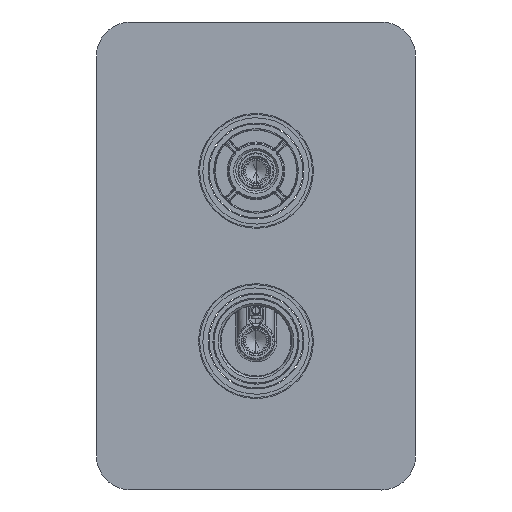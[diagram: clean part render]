
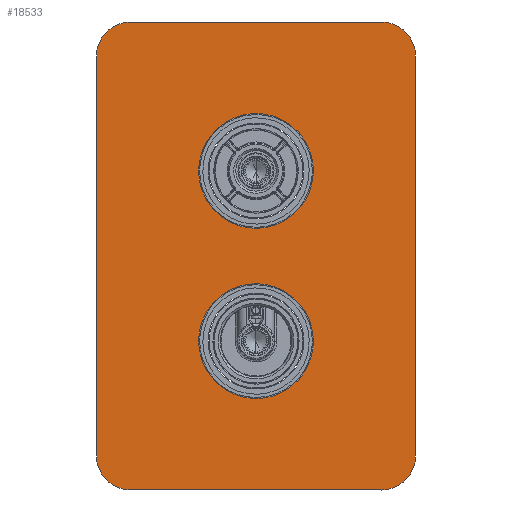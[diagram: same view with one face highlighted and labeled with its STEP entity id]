
A CAD part, front view. The second image highlights one B-rep face of the part: STEP entity #18533.
In plain terms, the highlighted planar face has unit normal (0, -1, 0).
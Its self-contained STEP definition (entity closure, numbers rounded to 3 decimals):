
#17326=CARTESIAN_POINT('Vertex',(-23.695,75.,-12.944)) ;
#17331=CARTESIAN_POINT('Axis2P3D Location',(0.,75.,0.)) ;
#17335=CARTESIAN_POINT('Vertex',(23.695,75.,12.944)) ;
#17474=CARTESIAN_POINT('Axis2P3D Location',(0.,75.,0.)) ;
#17501=CARTESIAN_POINT('Vertex',(-75.,75.,-54.)) ;
#17504=CARTESIAN_POINT('Line Origine',(-75.,75.,40.)) ;
#17508=CARTESIAN_POINT('Vertex',(-75.,75.,134.)) ;
#17533=CARTESIAN_POINT('Vertex',(-59.,75.,150.)) ;
#17536=CARTESIAN_POINT('Line Origine',(0.,75.,150.)) ;
#17540=CARTESIAN_POINT('Vertex',(59.,75.,150.)) ;
#17565=CARTESIAN_POINT('Vertex',(75.,75.,-54.)) ;
#17572=CARTESIAN_POINT('Vertex',(75.,75.,134.)) ;
#17575=CARTESIAN_POINT('Line Origine',(75.,75.,40.)) ;
#17597=CARTESIAN_POINT('Vertex',(-59.,75.,-70.)) ;
#17604=CARTESIAN_POINT('Vertex',(59.,75.,-70.)) ;
#17607=CARTESIAN_POINT('Line Origine',(0.,75.,-70.)) ;
#17625=CARTESIAN_POINT('Axis2P3D Location',(-59.,75.,-54.)) ;
#17643=CARTESIAN_POINT('Axis2P3D Location',(59.,75.,-54.)) ;
#17661=CARTESIAN_POINT('Axis2P3D Location',(59.,75.,134.)) ;
#17679=CARTESIAN_POINT('Axis2P3D Location',(-59.,75.,134.)) ;
#17710=CARTESIAN_POINT('Vertex',(23.695,75.,67.056)) ;
#17713=CARTESIAN_POINT('Axis2P3D Location',(0.,75.,80.)) ;
#17717=CARTESIAN_POINT('Vertex',(-23.695,75.,92.944)) ;
#17738=CARTESIAN_POINT('Axis2P3D Location',(0.,75.,80.)) ;
#18492=CARTESIAN_POINT('Axis2P3D Location',(0.,75.,40.)) ;
#17506=VECTOR('Line Direction',#17505,1.) ;
#17538=VECTOR('Line Direction',#17537,1.) ;
#17577=VECTOR('Line Direction',#17576,1.) ;
#17609=VECTOR('Line Direction',#17608,1.) ;
#17332=DIRECTION('Axis2P3D Direction',(0.,-1.,0.)) ;
#17475=DIRECTION('Axis2P3D Direction',(0.,-1.,0.)) ;
#17505=DIRECTION('Vector Direction',(0.,0.,-1.)) ;
#17537=DIRECTION('Vector Direction',(-1.,0.,0.)) ;
#17576=DIRECTION('Vector Direction',(0.,0.,1.)) ;
#17608=DIRECTION('Vector Direction',(1.,0.,0.)) ;
#17626=DIRECTION('Axis2P3D Direction',(0.,1.,-0.)) ;
#17644=DIRECTION('Axis2P3D Direction',(0.,1.,0.)) ;
#17662=DIRECTION('Axis2P3D Direction',(0.,1.,0.)) ;
#17680=DIRECTION('Axis2P3D Direction',(-0.,1.,0.)) ;
#17714=DIRECTION('Axis2P3D Direction',(0.,1.,0.)) ;
#17739=DIRECTION('Axis2P3D Direction',(0.,1.,0.)) ;
#18493=DIRECTION('Axis2P3D Direction',(0.,1.,-0.)) ;
#18494=DIRECTION('Axis2P3D XDirection',(-1.,0.,0.)) ;
#17333=AXIS2_PLACEMENT_3D('Circle Axis2P3D',#17331,#17332,$) ;
#17476=AXIS2_PLACEMENT_3D('Circle Axis2P3D',#17474,#17475,$) ;
#17627=AXIS2_PLACEMENT_3D('Circle Axis2P3D',#17625,#17626,$) ;
#17645=AXIS2_PLACEMENT_3D('Circle Axis2P3D',#17643,#17644,$) ;
#17663=AXIS2_PLACEMENT_3D('Circle Axis2P3D',#17661,#17662,$) ;
#17681=AXIS2_PLACEMENT_3D('Circle Axis2P3D',#17679,#17680,$) ;
#17715=AXIS2_PLACEMENT_3D('Circle Axis2P3D',#17713,#17714,$) ;
#17740=AXIS2_PLACEMENT_3D('Circle Axis2P3D',#17738,#17739,$) ;
#18495=AXIS2_PLACEMENT_3D('Plane Axis2P3D',#18492,#18493,#18494) ;
#17507=LINE('Line',#17504,#17506) ;
#17539=LINE('Line',#17536,#17538) ;
#17578=LINE('Line',#17575,#17577) ;
#17610=LINE('Line',#17607,#17609) ;
#17334=CIRCLE('generated circle',#17333,27.) ;
#17477=CIRCLE('generated circle',#17476,27.) ;
#17628=CIRCLE('generated circle',#17627,16.) ;
#17646=CIRCLE('generated circle',#17645,16.) ;
#17664=CIRCLE('generated circle',#17663,16.) ;
#17682=CIRCLE('generated circle',#17681,16.) ;
#17716=CIRCLE('generated circle',#17715,27.) ;
#17741=CIRCLE('generated circle',#17740,27.) ;
#18496=PLANE('',#18495) ;
#18528=FACE_BOUND('',#18525,.T.) ;
#18532=FACE_BOUND('',#18529,.T.) ;
#17337=EDGE_CURVE('',#17336,#17327,#17334,.F.) ;
#17478=EDGE_CURVE('',#17327,#17336,#17477,.F.) ;
#17510=EDGE_CURVE('',#17502,#17509,#17507,.F.) ;
#17542=EDGE_CURVE('',#17534,#17541,#17539,.F.) ;
#17579=EDGE_CURVE('',#17573,#17566,#17578,.F.) ;
#17611=EDGE_CURVE('',#17605,#17598,#17610,.F.) ;
#17629=EDGE_CURVE('',#17598,#17502,#17628,.T.) ;
#17647=EDGE_CURVE('',#17566,#17605,#17646,.T.) ;
#17665=EDGE_CURVE('',#17541,#17573,#17664,.T.) ;
#17683=EDGE_CURVE('',#17509,#17534,#17682,.T.) ;
#17719=EDGE_CURVE('',#17711,#17718,#17716,.F.) ;
#17742=EDGE_CURVE('',#17718,#17711,#17741,.F.) ;
#18516=ORIENTED_EDGE('',*,*,#17611,.F.) ;
#18517=ORIENTED_EDGE('',*,*,#17647,.F.) ;
#18518=ORIENTED_EDGE('',*,*,#17579,.F.) ;
#18519=ORIENTED_EDGE('',*,*,#17665,.F.) ;
#18520=ORIENTED_EDGE('',*,*,#17542,.F.) ;
#18521=ORIENTED_EDGE('',*,*,#17683,.F.) ;
#18522=ORIENTED_EDGE('',*,*,#17510,.F.) ;
#18523=ORIENTED_EDGE('',*,*,#17629,.F.) ;
#18526=ORIENTED_EDGE('',*,*,#17742,.F.) ;
#18527=ORIENTED_EDGE('',*,*,#17719,.F.) ;
#18530=ORIENTED_EDGE('',*,*,#17337,.T.) ;
#18531=ORIENTED_EDGE('',*,*,#17478,.T.) ;
#18515=EDGE_LOOP('',(#18516,#18517,#18518,#18519,#18520,#18521,#18522,#18523)) ;
#18525=EDGE_LOOP('',(#18526,#18527)) ;
#18529=EDGE_LOOP('',(#18530,#18531)) ;
#17327=VERTEX_POINT('',#17326) ;
#17336=VERTEX_POINT('',#17335) ;
#17502=VERTEX_POINT('',#17501) ;
#17509=VERTEX_POINT('',#17508) ;
#17534=VERTEX_POINT('',#17533) ;
#17541=VERTEX_POINT('',#17540) ;
#17566=VERTEX_POINT('',#17565) ;
#17573=VERTEX_POINT('',#17572) ;
#17598=VERTEX_POINT('',#17597) ;
#17605=VERTEX_POINT('',#17604) ;
#17711=VERTEX_POINT('',#17710) ;
#17718=VERTEX_POINT('',#17717) ;
#18533=ADVANCED_FACE('PartBody',(#18524,#18528,#18532),#18496,.F.) ;
#18524=FACE_OUTER_BOUND('',#18515,.T.) ;
